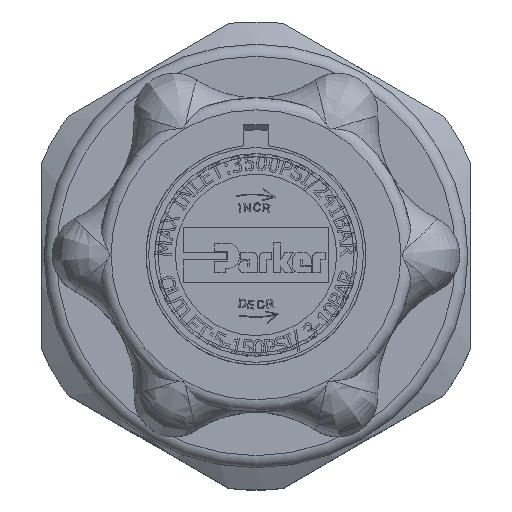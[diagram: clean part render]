
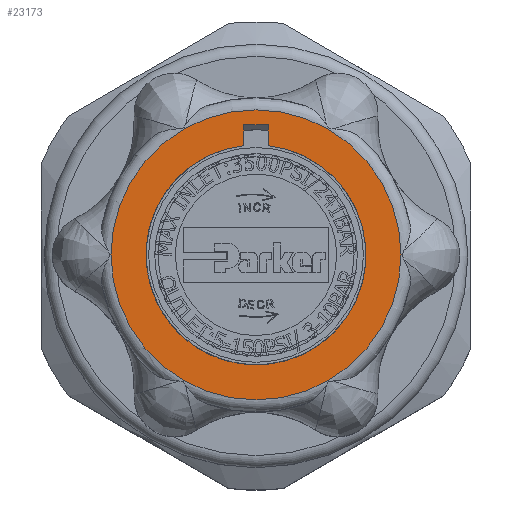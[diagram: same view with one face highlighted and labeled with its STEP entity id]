
A CAD part, top view. The second image highlights one B-rep face of the part: STEP entity #23173.
In plain terms, the highlighted planar face has unit normal (0, 0, 1).
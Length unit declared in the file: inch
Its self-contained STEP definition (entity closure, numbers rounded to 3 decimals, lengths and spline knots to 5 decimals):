
#459=FACE_BOUND('',#5554,.T.);
#1199=PLANE('',#24256);
#4264=FACE_OUTER_BOUND('',#5553,.T.);
#5553=EDGE_LOOP('',(#21662,#21663));
#5554=EDGE_LOOP('',(#21664,#21665,#21666,#21667));
#5643=LINE('',#29085,#7883);
#5646=LINE('',#29090,#7886);
#7842=LINE('',#40082,#10082);
#7883=VECTOR('',#24422,0.3937);
#7886=VECTOR('',#24427,0.3937);
#10082=VECTOR('',#28561,0.3937);
#10289=CIRCLE('',#24257,0.71883);
#10290=CIRCLE('',#24258,0.71883);
#10291=CIRCLE('',#24259,0.545);
#10392=VERTEX_POINT('',#29082);
#10393=VERTEX_POINT('',#29084);
#10394=VERTEX_POINT('',#29088);
#12379=VERTEX_POINT('',#40081);
#12380=VERTEX_POINT('',#40085);
#12381=VERTEX_POINT('',#40086);
#12514=EDGE_CURVE('',#10393,#10392,#5643,.T.);
#12517=EDGE_CURVE('',#10392,#10394,#5646,.T.);
#15490=EDGE_CURVE('',#12379,#10393,#7842,.T.);
#15492=EDGE_CURVE('',#12380,#12381,#10289,.T.);
#15493=EDGE_CURVE('',#12381,#12380,#10290,.T.);
#15494=EDGE_CURVE('',#10394,#12379,#10291,.T.);
#21662=ORIENTED_EDGE('',*,*,#15492,.T.);
#21663=ORIENTED_EDGE('',*,*,#15493,.T.);
#21664=ORIENTED_EDGE('',*,*,#15490,.T.);
#21665=ORIENTED_EDGE('',*,*,#12514,.T.);
#21666=ORIENTED_EDGE('',*,*,#12517,.T.);
#21667=ORIENTED_EDGE('',*,*,#15494,.T.);
#23173=ADVANCED_FACE('',(#4264,#459),#1199,.T.);
#24256=AXIS2_PLACEMENT_3D('',#40084,#28563,#28564);
#24257=AXIS2_PLACEMENT_3D('',#40087,#28565,#28566);
#24258=AXIS2_PLACEMENT_3D('',#40088,#28567,#28568);
#24259=AXIS2_PLACEMENT_3D('',#40089,#28569,#28570);
#24422=DIRECTION('',(1.,0.,0.));
#24427=DIRECTION('',(0.,-1.,0.));
#28561=DIRECTION('',(0.,1.,0.));
#28563=DIRECTION('center_axis',(0.,0.,
1.));
#28564=DIRECTION('ref_axis',(1.,0.,0.));
#28565=DIRECTION('center_axis',(0.,0.,
1.));
#28566=DIRECTION('ref_axis',(0.,1.,0.));
#28567=DIRECTION('center_axis',(0.,0.,
1.));
#28568=DIRECTION('ref_axis',(0.,1.,0.));
#28569=DIRECTION('center_axis',(0.,0.,
-1.));
#28570=DIRECTION('ref_axis',(-1.,0.,0.));
#29082=CARTESIAN_POINT('',(0.06,0.645,3.27473));
#29084=CARTESIAN_POINT('',(-0.06,0.645,3.27473));
#29085=CARTESIAN_POINT('',(0.,0.645,3.27473));
#29088=CARTESIAN_POINT('',(0.06,0.54169,3.27473));
#29090=CARTESIAN_POINT('',(0.06,0.24506,3.27473));
#40081=CARTESIAN_POINT('',(-0.06,0.54169,3.27473));
#40082=CARTESIAN_POINT('',(-0.06,0.24506,3.27473));
#40084=CARTESIAN_POINT('Origin',(0.,0.,
3.27473));
#40085=CARTESIAN_POINT('',(0.,0.71883,3.27473));
#40086=CARTESIAN_POINT('',(-0.71883,0.,3.27473));
#40087=CARTESIAN_POINT('Origin',(0.,0.,3.27473));
#40088=CARTESIAN_POINT('Origin',(0.,0.,3.27473));
#40089=CARTESIAN_POINT('Origin',(0.,0.,3.27473));
